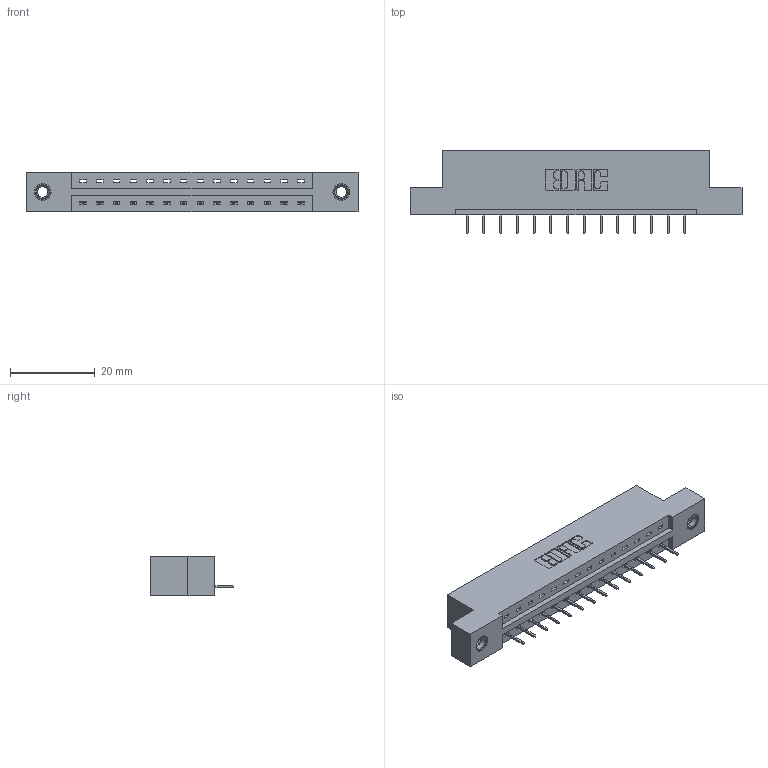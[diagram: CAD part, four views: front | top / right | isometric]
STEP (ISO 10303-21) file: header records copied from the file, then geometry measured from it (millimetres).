
FILE_DESCRIPTION (( 'STEP AP203' ), '1' );
FILE_NAME ('387-014-524-107.STEP', '2019-10-02T15:22:51', ( '' ), ( '' ), 'SwSTEP 2.0', 'SolidWorks 2016', '' );
FILE_SCHEMA (( 'CONFIG_CONTROL_DESIGN' ));
Length unit declared in the file: inch
Products named in the file (4): 345-250-001_345-250-005-103; 387-014-524-107; 345-292-001_345-293-124; 337 Part_Flush Mounting Lugs - 0.156 Dia-TI
Assembly tree (17 placements, depth 2):
  387-014-524-107
    337 Part_Flush Mounting Lugs - 0.156 Dia-TI
    345-292-001_345-293-124  x14
    345-250-001_345-250-005-103  x2
Bounding box: 78.49 x 19.69 x 9.4 mm (x, y, z)
Volume: 7738.1 mm3; surface area: 7687.3 mm2
Topology: 17 solids, 17 shells, 1098 faces, 3135 edges, 2026 vertices
Faces by surface type: plane 830, cylinder 252, cone 12, torus 4
Entity records: 15288 total; most frequent: CARTESIAN_POINT 2639, ORIENTED_EDGE 2582, DIRECTION 2313, EDGE_CURVE 1291, LINE 1147, VECTOR 1147, VERTEX_POINT 852, AXIS2_PLACEMENT_3D 583
